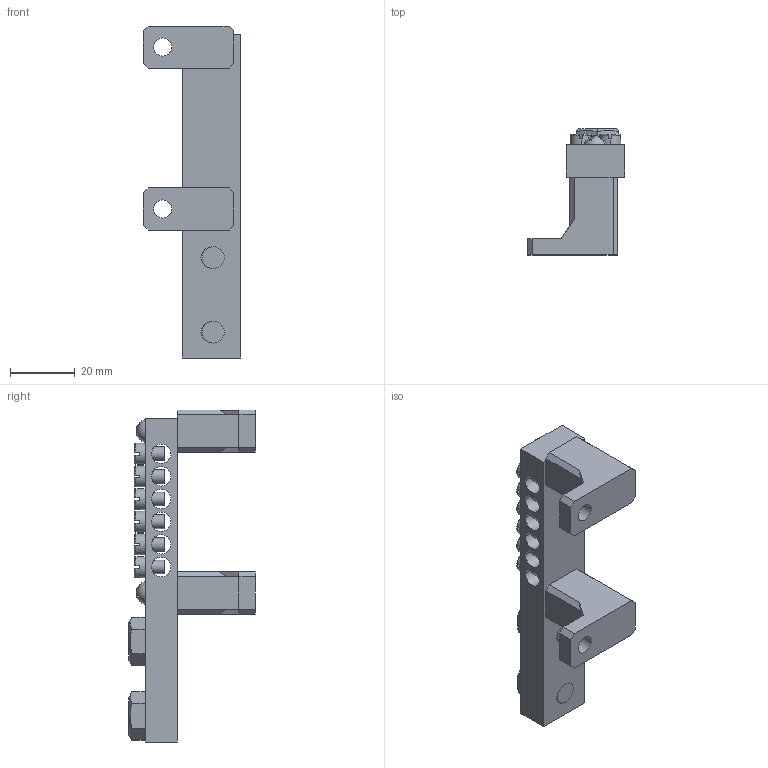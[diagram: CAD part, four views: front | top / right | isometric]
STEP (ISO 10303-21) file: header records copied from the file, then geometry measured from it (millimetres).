
FILE_DESCRIPTION (( 'STEP AP214' ), '1' );
FILE_NAME ('Øèíà N íîëü íà äâóõ óãë. èçîë. 200À ØÍÈ-10õ18-12-L2-Ñ IEK.STEP', '2023-04-13T12:56:01', ( '' ), ( '' ), 'SwSTEP 2.0', 'SolidWorks 2022', '' );
FILE_SCHEMA (( 'AUTOMOTIVE_DESIGN' ));
Length unit declared in the file: millimetre
Products named in the file (6): Винт M8; Ножка; Винт М5; Шина 6; Шина N ноль на двух угл. изол. 200А ШНИ-10х18-12-L2-С IEK; Винт М4
Assembly tree (19 placements, depth 2):
  Шина N ноль на двух угл. изол. 200А ШНИ-10х18-12-L2-С IEK
    Шина 6
    Ножка  x2
    Винт M8  x2
    Винт М4  x2
    Винт М5  x12
Bounding box: 30.11 x 39 x 102.5 mm (x, y, z)
Volume: 28217.7 mm3; surface area: 17739.5 mm2
Topology: 19 solids, 19 shells, 472 faces, 1264 edges, 840 vertices
Faces by surface type: plane 300, cylinder 116, torus 48, cone 4, sphere 4
Entity records: 6098 total; most frequent: CARTESIAN_POINT 1700, ORIENTED_EDGE 856, DIRECTION 838, EDGE_CURVE 428, AXIS2_PLACEMENT_3D 302, VERTEX_POINT 284, LINE 234, VECTOR 234
